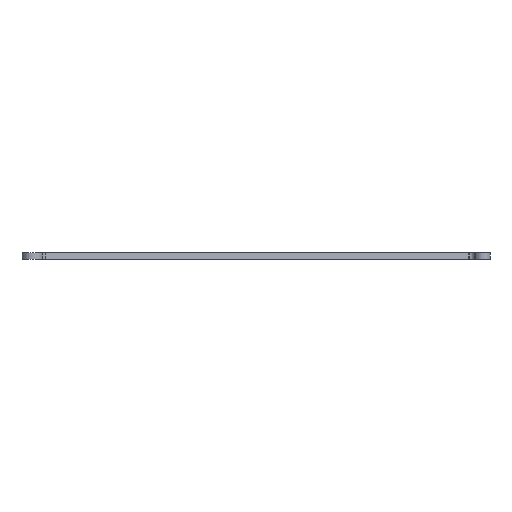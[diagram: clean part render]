
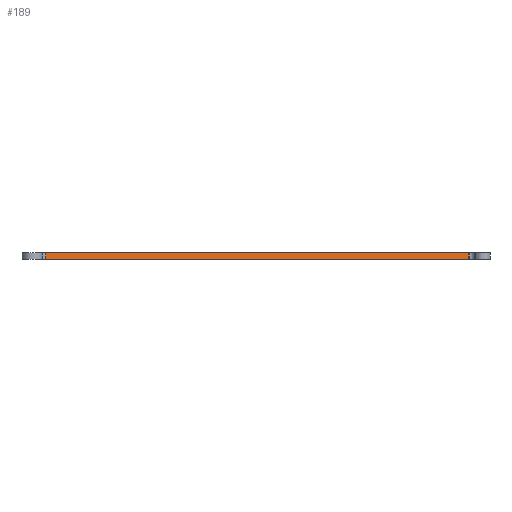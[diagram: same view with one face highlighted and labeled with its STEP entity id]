
A CAD part, left-side view. The second image highlights one B-rep face of the part: STEP entity #189.
In plain terms, the highlighted planar face has unit normal (-0.976, -0.216, 0).
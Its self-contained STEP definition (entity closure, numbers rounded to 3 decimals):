
#11 = CARTESIAN_POINT ( 'NONE',  ( 19.881, -220.918, -3.5 ) ) ;
#19 = CARTESIAN_POINT ( 'NONE',  ( -78.019, 220.582, -3.5 ) ) ;
#51 = ORIENTED_EDGE ( 'NONE', *, *, #1345, .F. ) ;
#57 = CARTESIAN_POINT ( 'NONE',  ( 19.881, -220.918, 3.5 ) ) ;
#63 = ORIENTED_EDGE ( 'NONE', *, *, #407, .T. ) ;
#67 = VECTOR ( 'NONE', #729, 1000. ) ;
#189 = ADVANCED_FACE ( 'NONE', ( #1268 ), #1249, .T. ) ;
#260 = EDGE_LOOP ( 'NONE', ( #568, #465, #51, #63 ) ) ;
#269 = LINE ( 'NONE', #464, #820 ) ;
#407 = EDGE_CURVE ( 'NONE', #945, #995, #1172, .T. ) ;
#410 = CARTESIAN_POINT ( 'NONE',  ( -78.019, 220.582, 3.5 ) ) ;
#412 = VERTEX_POINT ( 'NONE', #410 ) ;
#464 = CARTESIAN_POINT ( 'NONE',  ( 19.881, -220.918, 3.5 ) ) ;
#465 = ORIENTED_EDGE ( 'NONE', *, *, #1251, .F. ) ;
#511 = CARTESIAN_POINT ( 'NONE',  ( 19.881, -220.918, -3.5 ) ) ;
#519 = LINE ( 'NONE', #955, #707 ) ;
#552 = AXIS2_PLACEMENT_3D ( 'NONE', #918, #615, #817 ) ;
#568 = ORIENTED_EDGE ( 'NONE', *, *, #851, .T. ) ;
#606 = VERTEX_POINT ( 'NONE', #57 ) ;
#615 = DIRECTION ( 'NONE',  ( -0.976, -0.216, 0. ) ) ;
#707 = VECTOR ( 'NONE', #971, 1000. ) ;
#729 = DIRECTION ( 'NONE',  ( 0., 0., 1. ) ) ;
#752 = DIRECTION ( 'NONE',  ( 0.216, -0.976, 0. ) ) ;
#817 = DIRECTION ( 'NONE',  ( 0.216, -0.976, 0. ) ) ;
#820 = VECTOR ( 'NONE', #896, 1000. ) ;
#851 = EDGE_CURVE ( 'NONE', #995, #606, #931, .T. ) ;
#896 = DIRECTION ( 'NONE',  ( 0.216, -0.976, 0. ) ) ;
#918 = CARTESIAN_POINT ( 'NONE',  ( 19.881, -220.918, -3.5 ) ) ;
#931 = LINE ( 'NONE', #511, #67 ) ;
#945 = VERTEX_POINT ( 'NONE', #19 ) ;
#955 = CARTESIAN_POINT ( 'NONE',  ( -78.019, 220.582, -3.5 ) ) ;
#971 = DIRECTION ( 'NONE',  ( 0., 0., 1. ) ) ;
#995 = VERTEX_POINT ( 'NONE', #1267 ) ;
#1172 = LINE ( 'NONE', #11, #1288 ) ;
#1249 = PLANE ( 'NONE',  #552 ) ;
#1251 = EDGE_CURVE ( 'NONE', #412, #606, #269, .T. ) ;
#1267 = CARTESIAN_POINT ( 'NONE',  ( 19.881, -220.918, -3.5 ) ) ;
#1268 = FACE_OUTER_BOUND ( 'NONE', #260, .T. ) ;
#1288 = VECTOR ( 'NONE', #752, 1000. ) ;
#1345 = EDGE_CURVE ( 'NONE', #945, #412, #519, .T. ) ;
